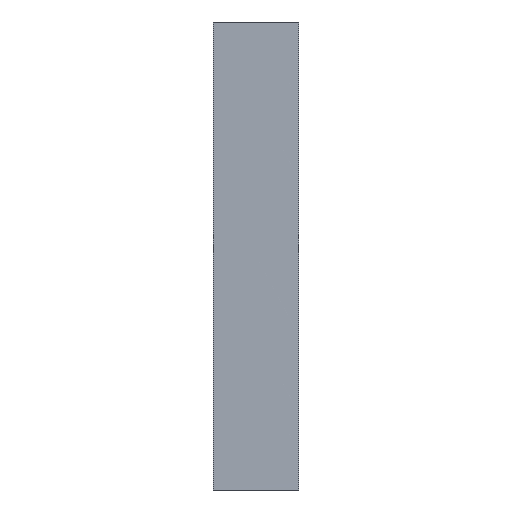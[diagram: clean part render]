
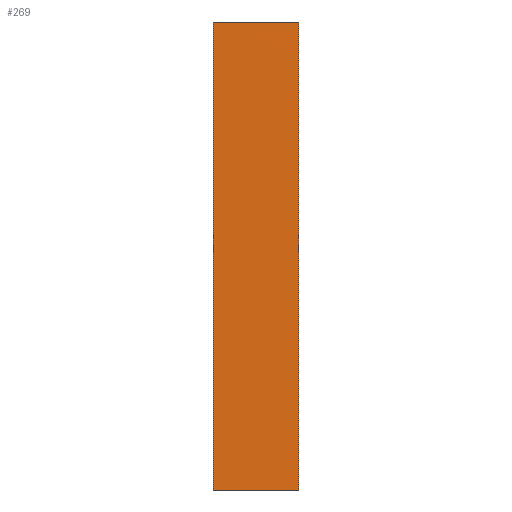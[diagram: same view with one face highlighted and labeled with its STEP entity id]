
A CAD part, front view. The second image highlights one B-rep face of the part: STEP entity #269.
In plain terms, the highlighted free-form (B-spline) face has degree [3, 1] with [17, 2] control points.
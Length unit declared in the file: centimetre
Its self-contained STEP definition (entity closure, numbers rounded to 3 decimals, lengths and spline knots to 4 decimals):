
#5 = CARTESIAN_POINT ( 'NONE',  ( 10.0919, -0.5714, 52.4707 ) ) ;
#6 = ORIENTED_EDGE ( 'NONE', *, *, #130, .T. ) ;
#9 = CARTESIAN_POINT ( 'NONE',  ( 10.0918, -0.5703, 83.59 ) ) ;
#12 = LINE ( 'NONE', #158, #239 ) ;
#18 = CARTESIAN_POINT ( 'NONE',  ( 9.7159, -0.5821, 52.4707 ) ) ;
#21 = CARTESIAN_POINT ( 'NONE',  ( 9.7159, -0.5821, 83.59 ) ) ;
#23 = CARTESIAN_POINT ( 'NONE',  ( 9.1287, -0.5944, 83.59 ) ) ;
#27 = CARTESIAN_POINT ( 'NONE',  ( 10.0918, -0.5703, 52.4707 ) ) ;
#30 = CARTESIAN_POINT ( 'NONE',  ( 7.237, -0.6444, 83.59 ) ) ;
#32 = B_SPLINE_SURFACE_WITH_KNOTS ( 'NONE', 3, 1, ( 
 ( #215, #301 ),
 ( #247, #331 ),
 ( #300, #363 ),
 ( #330, #108 ),
 ( #78, #277 ),
 ( #246, #79 ),
 ( #104, #166 ),
 ( #274, #50 ),
 ( #167, #165 ),
 ( #106, #216 ),
 ( #23, #241 ),
 ( #140, #110 ),
 ( #21, #18 ),
 ( #138, #213 ),
 ( #45, #244 ),
 ( #197, #279 ),
 ( #311, #27 ) ),
 .UNSPECIFIED., .F., .F., .F.,
 ( 4, 1, 1, 1, 1, 1, 1, 1, 1, 1, 1, 1, 1, 1, 4 ),
 ( 2, 2 ),
 ( 0.861, 0.8659, 0.8835, 0.9001, 0.9156, 0.9301, 0.9437, 0.956, 0.9672, 0.9769, 0.985, 0.9915, 0.9962, 0.999, 1. ),
 ( 0., 1. ),
 .UNSPECIFIED. ) ;
#42 = VECTOR ( 'NONE', #87, 100. ) ;
#45 = CARTESIAN_POINT ( 'NONE',  ( 10.0086, -0.5734, 83.59 ) ) ;
#50 = CARTESIAN_POINT ( 'NONE',  ( 7.7852, -0.6305, 52.4707 ) ) ;
#53 = VERTEX_POINT ( 'NONE', #102 ) ;
#60 = CARTESIAN_POINT ( 'NONE',  ( 9.9231, -0.5738, 52.4707 ) ) ;
#70 = DIRECTION ( 'NONE',  ( 0., 1., 0. ) ) ;
#77 = VECTOR ( 'NONE', #254, 100. ) ;
#78 = CARTESIAN_POINT ( 'NONE',  ( 6.0135, -0.6764, 83.59 ) ) ;
#79 = CARTESIAN_POINT ( 'NONE',  ( 6.6462, -0.6611, 52.4707 ) ) ;
#87 = DIRECTION ( 'NONE',  ( 0., 0., -1. ) ) ;
#94 = CARTESIAN_POINT ( 'NONE',  ( 4.8094, -0.7101, 83.59 ) ) ;
#101 = CARTESIAN_POINT ( 'NONE',  ( 6.0135, -0.6764, 83.59 ) ) ;
#102 = CARTESIAN_POINT ( 'NONE',  ( 4.437, -0.7194, 83.59 ) ) ;
#104 = CARTESIAN_POINT ( 'NONE',  ( 7.237, -0.6444, 83.59 ) ) ;
#106 = CARTESIAN_POINT ( 'NONE',  ( 8.7373, -0.6074, 83.59 ) ) ;
#108 = CARTESIAN_POINT ( 'NONE',  ( 5.3397, -0.6943, 52.4707 ) ) ;
#110 = CARTESIAN_POINT ( 'NONE',  ( 9.4611, -0.5864, 52.4707 ) ) ;
#119 = VERTEX_POINT ( 'NONE', #289 ) ;
#127 = CARTESIAN_POINT ( 'NONE',  ( 6.6462, -0.6611, 83.59 ) ) ;
#129 = CARTESIAN_POINT ( 'NONE',  ( 9.1287, -0.5944, 83.59 ) ) ;
#130 = EDGE_CURVE ( 'NONE', #177, #53, #136, .T. ) ;
#136 = B_SPLINE_CURVE_WITH_KNOTS ( 'NONE', 3,
 ( #9, #160, #292, #268, #231, #263, #129, #350, #266, #355, #30, #127, #101, #346, #94, #208, #238 ),
 .UNSPECIFIED., .F., .F.,
 ( 4, 1, 1, 1, 1, 1, 1, 1, 1, 1, 1, 1, 1, 1, 4 ),
 ( 0., 0.001, 0.0038, 0.0085, 0.015, 0.0231, 0.0328, 0.044, 0.0563, 0.0699, 0.0844, 0.0999, 0.1165, 0.1341, 0.139 ),
 .UNSPECIFIED. ) ;
#138 = CARTESIAN_POINT ( 'NONE',  ( 9.9231, -0.5738, 83.59 ) ) ;
#140 = CARTESIAN_POINT ( 'NONE',  ( 9.4611, -0.5864, 83.59 ) ) ;
#142 = EDGE_CURVE ( 'NONE', #177, #340, #12, .T. ) ;
#146 = CARTESIAN_POINT ( 'NONE',  ( 4.5042, -0.7178, 52.4707 ) ) ;
#152 = CARTESIAN_POINT ( 'NONE',  ( 6.0135, -0.6764, 52.4707 ) ) ;
#158 = CARTESIAN_POINT ( 'NONE',  ( 10.0918, -0.9736, 83.59 ) ) ;
#160 = CARTESIAN_POINT ( 'NONE',  ( 10.0918, -0.5714, 83.59 ) ) ;
#165 = CARTESIAN_POINT ( 'NONE',  ( 8.287, -0.6189, 52.4707 ) ) ;
#166 = CARTESIAN_POINT ( 'NONE',  ( 7.237, -0.6444, 52.4707 ) ) ;
#167 = CARTESIAN_POINT ( 'NONE',  ( 8.287, -0.6189, 83.59 ) ) ;
#170 = CARTESIAN_POINT ( 'NONE',  ( 6.6462, -0.6611, 52.4707 ) ) ;
#172 = CARTESIAN_POINT ( 'NONE',  ( 4.8094, -0.7101, 52.4707 ) ) ;
#174 = LINE ( 'NONE', #219, #77 ) ;
#177 = VERTEX_POINT ( 'NONE', #194 ) ;
#194 = CARTESIAN_POINT ( 'NONE',  ( 10.0918, -0.5703, 83.59 ) ) ;
#195 = CARTESIAN_POINT ( 'NONE',  ( 9.4611, -0.5864, 52.4707 ) ) ;
#197 = CARTESIAN_POINT ( 'NONE',  ( 10.0919, -0.5714, 83.59 ) ) ;
#199 = CARTESIAN_POINT ( 'NONE',  ( 10.0918, -0.5703, 52.4707 ) ) ;
#201 = CARTESIAN_POINT ( 'NONE',  ( 4.437, -0.7194, 52.4707 ) ) ;
#208 = CARTESIAN_POINT ( 'NONE',  ( 4.5042, -0.7178, 83.59 ) ) ;
#213 = CARTESIAN_POINT ( 'NONE',  ( 9.9231, -0.5738, 52.4707 ) ) ;
#215 = CARTESIAN_POINT ( 'NONE',  ( 4.437, -0.7194, 83.59 ) ) ;
#216 = CARTESIAN_POINT ( 'NONE',  ( 8.7373, -0.6074, 52.4707 ) ) ;
#219 = CARTESIAN_POINT ( 'NONE',  ( 10.0918, -0.5703, 87.5 ) ) ;
#222 = CARTESIAN_POINT ( 'NONE',  ( 7.7852, -0.6305, 52.4707 ) ) ;
#226 = CARTESIAN_POINT ( 'NONE',  ( 8.287, -0.6189, 52.4707 ) ) ;
#227 = ORIENTED_EDGE ( 'NONE', *, *, #142, .F. ) ;
#231 = CARTESIAN_POINT ( 'NONE',  ( 9.7159, -0.5821, 83.59 ) ) ;
#232 = B_SPLINE_CURVE_WITH_KNOTS ( 'NONE', 3,
 ( #201, #146, #172, #282, #152, #170, #309, #222, #226, #336, #342, #195, #314, #60, #335, #5, #250 ),
 .UNSPECIFIED., .F., .F.,
 ( 4, 1, 1, 1, 1, 1, 1, 1, 1, 1, 1, 1, 1, 1, 4 ),
 ( 0.861, 0.8659, 0.8835, 0.9001, 0.9156, 0.9301, 0.9437, 0.956, 0.9672, 0.9769, 0.985, 0.9915, 0.9962, 0.999, 1. ),
 .UNSPECIFIED. ) ;
#238 = CARTESIAN_POINT ( 'NONE',  ( 4.437, -0.7194, 83.59 ) ) ;
#239 = VECTOR ( 'NONE', #70, 100. ) ;
#241 = CARTESIAN_POINT ( 'NONE',  ( 9.1287, -0.5944, 52.4707 ) ) ;
#244 = CARTESIAN_POINT ( 'NONE',  ( 10.0086, -0.5734, 52.4707 ) ) ;
#246 = CARTESIAN_POINT ( 'NONE',  ( 6.6462, -0.6611, 83.59 ) ) ;
#247 = CARTESIAN_POINT ( 'NONE',  ( 4.5042, -0.7178, 83.59 ) ) ;
#250 = CARTESIAN_POINT ( 'NONE',  ( 10.0918, -0.5703, 52.4707 ) ) ;
#253 = ORIENTED_EDGE ( 'NONE', *, *, #291, .T. ) ;
#254 = DIRECTION ( 'NONE',  ( 0., 0., -1. ) ) ;
#258 = CARTESIAN_POINT ( 'NONE',  ( 4.437, -0.7194, 87.5 ) ) ;
#260 = ORIENTED_EDGE ( 'NONE', *, *, #280, .T. ) ;
#263 = CARTESIAN_POINT ( 'NONE',  ( 9.4611, -0.5864, 83.59 ) ) ;
#266 = CARTESIAN_POINT ( 'NONE',  ( 8.287, -0.6189, 83.59 ) ) ;
#268 = CARTESIAN_POINT ( 'NONE',  ( 9.9231, -0.5738, 83.59 ) ) ;
#269 = ADVANCED_FACE ( 'NONE', ( #360 ), #32, .F. ) ;
#274 = CARTESIAN_POINT ( 'NONE',  ( 7.7852, -0.6305, 83.59 ) ) ;
#277 = CARTESIAN_POINT ( 'NONE',  ( 6.0135, -0.6764, 52.4707 ) ) ;
#279 = CARTESIAN_POINT ( 'NONE',  ( 10.0919, -0.5714, 52.4707 ) ) ;
#280 = EDGE_CURVE ( 'NONE', #119, #281, #232, .T. ) ;
#281 = VERTEX_POINT ( 'NONE', #199 ) ;
#282 = CARTESIAN_POINT ( 'NONE',  ( 5.3397, -0.6943, 52.4707 ) ) ;
#289 = CARTESIAN_POINT ( 'NONE',  ( 4.437, -0.7194, 52.4707 ) ) ;
#291 = EDGE_CURVE ( 'NONE', #53, #119, #366, .T. ) ;
#292 = CARTESIAN_POINT ( 'NONE',  ( 10.0086, -0.5734, 83.59 ) ) ;
#300 = CARTESIAN_POINT ( 'NONE',  ( 4.8094, -0.7101, 83.59 ) ) ;
#301 = CARTESIAN_POINT ( 'NONE',  ( 4.437, -0.7194, 52.4707 ) ) ;
#307 = CARTESIAN_POINT ( 'NONE',  ( 10.0918, -0.5703, 83.59 ) ) ;
#309 = CARTESIAN_POINT ( 'NONE',  ( 7.237, -0.6444, 52.4707 ) ) ;
#311 = CARTESIAN_POINT ( 'NONE',  ( 10.0918, -0.5703, 83.59 ) ) ;
#314 = CARTESIAN_POINT ( 'NONE',  ( 9.7159, -0.5821, 52.4707 ) ) ;
#325 = ORIENTED_EDGE ( 'NONE', *, *, #339, .F. ) ;
#330 = CARTESIAN_POINT ( 'NONE',  ( 5.3397, -0.6943, 83.59 ) ) ;
#331 = CARTESIAN_POINT ( 'NONE',  ( 4.5042, -0.7178, 52.4707 ) ) ;
#335 = CARTESIAN_POINT ( 'NONE',  ( 10.0086, -0.5734, 52.4707 ) ) ;
#336 = CARTESIAN_POINT ( 'NONE',  ( 8.7373, -0.6074, 52.4707 ) ) ;
#337 = EDGE_LOOP ( 'NONE', ( #325, #227, #6, #253, #260 ) ) ;
#339 = EDGE_CURVE ( 'NONE', #340, #281, #174, .T. ) ;
#340 = VERTEX_POINT ( 'NONE', #307 ) ;
#342 = CARTESIAN_POINT ( 'NONE',  ( 9.1287, -0.5944, 52.4707 ) ) ;
#346 = CARTESIAN_POINT ( 'NONE',  ( 5.3397, -0.6943, 83.59 ) ) ;
#350 = CARTESIAN_POINT ( 'NONE',  ( 8.7373, -0.6074, 83.59 ) ) ;
#355 = CARTESIAN_POINT ( 'NONE',  ( 7.7852, -0.6305, 83.59 ) ) ;
#360 = FACE_OUTER_BOUND ( 'NONE', #337, .T. ) ;
#363 = CARTESIAN_POINT ( 'NONE',  ( 4.8094, -0.7101, 52.4707 ) ) ;
#366 = LINE ( 'NONE', #258, #42 ) ;
